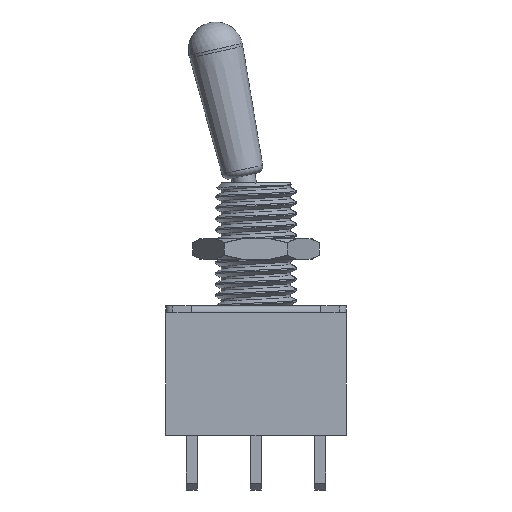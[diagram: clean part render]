
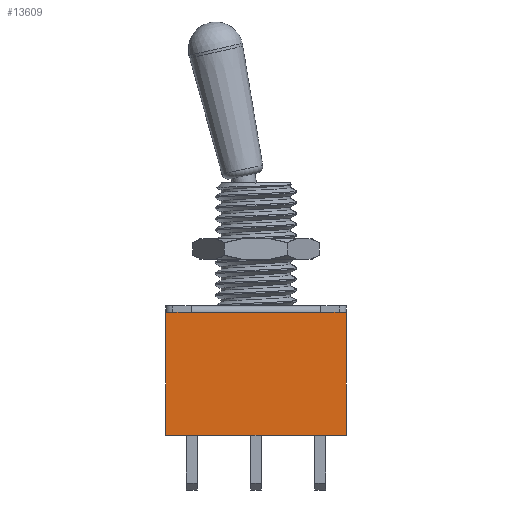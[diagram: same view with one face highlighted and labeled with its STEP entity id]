
A CAD part, front view. The second image highlights one B-rep face of the part: STEP entity #13609.
In plain terms, the highlighted free-form (B-spline) face has degree [1, 1] with [2, 2] control points.
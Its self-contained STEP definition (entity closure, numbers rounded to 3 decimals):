
#13609 = ADVANCED_FACE('',(#13610),#13660,.T.);
#13610 = FACE_BOUND('',#13611,.T.);
#13611 = EDGE_LOOP('',(#13612,#13622,#13630,#13638,#13646,#13654));
#13612 = ORIENTED_EDGE('',*,*,#13613,.T.);
#13613 = EDGE_CURVE('',#13614,#13616,#13618,.T.);
#13614 = VERTEX_POINT('',#13615);
#13615 = CARTESIAN_POINT('',(-1.9,-3.95,0.5));
#13616 = VERTEX_POINT('',#13617);
#13617 = CARTESIAN_POINT('',(11.3,-3.95,0.5));
#13618 = LINE('',#13619,#13620);
#13619 = CARTESIAN_POINT('',(-1.9,-3.95,0.5));
#13620 = VECTOR('',#13621,1.);
#13621 = DIRECTION('',(1.,0.,0.));
#13622 = ORIENTED_EDGE('',*,*,#13623,.T.);
#13623 = EDGE_CURVE('',#13616,#13624,#13626,.T.);
#13624 = VERTEX_POINT('',#13625);
#13625 = CARTESIAN_POINT('',(11.3,-3.95,9.5));
#13626 = LINE('',#13627,#13628);
#13627 = CARTESIAN_POINT('',(11.3,-3.95,0.5));
#13628 = VECTOR('',#13629,1.);
#13629 = DIRECTION('',(0.,0.,1.));
#13630 = ORIENTED_EDGE('',*,*,#13631,.T.);
#13631 = EDGE_CURVE('',#13624,#13632,#13634,.T.);
#13632 = VERTEX_POINT('',#13633);
#13633 = CARTESIAN_POINT('',(9.45,-3.95,9.5));
#13634 = LINE('',#13635,#13636);
#13635 = CARTESIAN_POINT('',(11.3,-3.95,9.5));
#13636 = VECTOR('',#13637,1.);
#13637 = DIRECTION('',(-1.,0.,0.));
#13638 = ORIENTED_EDGE('',*,*,#13639,.T.);
#13639 = EDGE_CURVE('',#13632,#13640,#13642,.T.);
#13640 = VERTEX_POINT('',#13641);
#13641 = CARTESIAN_POINT('',(-0.05,-3.95,9.5));
#13642 = LINE('',#13643,#13644);
#13643 = CARTESIAN_POINT('',(9.45,-3.95,9.5));
#13644 = VECTOR('',#13645,1.);
#13645 = DIRECTION('',(-1.,0.,0.));
#13646 = ORIENTED_EDGE('',*,*,#13647,.T.);
#13647 = EDGE_CURVE('',#13640,#13648,#13650,.T.);
#13648 = VERTEX_POINT('',#13649);
#13649 = CARTESIAN_POINT('',(-1.9,-3.95,9.5));
#13650 = LINE('',#13651,#13652);
#13651 = CARTESIAN_POINT('',(-0.05,-3.95,9.5));
#13652 = VECTOR('',#13653,1.);
#13653 = DIRECTION('',(-1.,0.,0.));
#13654 = ORIENTED_EDGE('',*,*,#13655,.T.);
#13655 = EDGE_CURVE('',#13648,#13614,#13656,.T.);
#13656 = LINE('',#13657,#13658);
#13657 = CARTESIAN_POINT('',(-1.9,-3.95,9.5));
#13658 = VECTOR('',#13659,1.);
#13659 = DIRECTION('',(0.,0.,-1.));
#13660 = B_SPLINE_SURFACE_WITH_KNOTS('',1,1,(
    (#13661,#13662)
    ,(#13663,#13664
    )),.UNSPECIFIED.,.F.,.F.,.F.,(2,2),(2,2),(0.,1.),(0.,1.),
  .PIECEWISE_BEZIER_KNOTS.);
#13661 = CARTESIAN_POINT('',(-1.9,-3.95,0.5));
#13662 = CARTESIAN_POINT('',(-1.9,-3.95,9.5));
#13663 = CARTESIAN_POINT('',(11.3,-3.95,0.5));
#13664 = CARTESIAN_POINT('',(11.3,-3.95,9.5));
